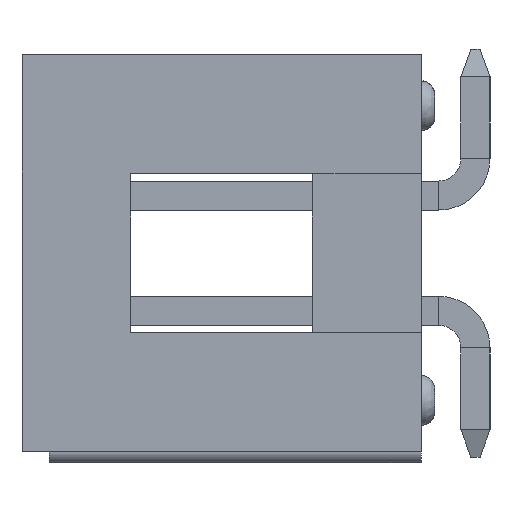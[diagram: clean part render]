
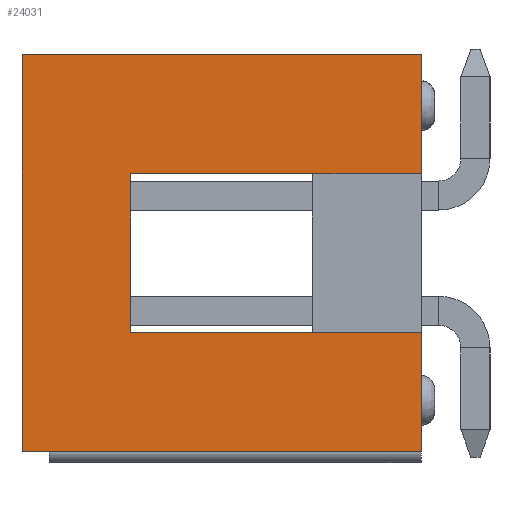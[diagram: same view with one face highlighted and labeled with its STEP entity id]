
A CAD part, left-side view. The second image highlights one B-rep face of the part: STEP entity #24031.
In plain terms, the highlighted planar face has unit normal (-1, 0, 0).
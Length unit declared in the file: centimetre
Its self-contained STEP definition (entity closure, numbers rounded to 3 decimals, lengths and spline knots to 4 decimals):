
#1221=FACE_OUTER_BOUND('',#2824,.T.);
#2824=EDGE_LOOP('',(#18364,#18365,#18366,#18367,#18368,#18369,#18370,#18371));
#3900=LINE('',#33723,#7009);
#5302=LINE('',#36868,#8411);
#5305=LINE('',#36874,#8414);
#5307=LINE('',#36878,#8416);
#5312=LINE('',#36888,#8421);
#5313=LINE('',#36889,#8422);
#5314=LINE('',#36891,#8423);
#5315=LINE('',#36892,#8424);
#7009=VECTOR('',#26838,0.88);
#8411=VECTOR('',#29954,0.64);
#8414=VECTOR('',#29959,0.35);
#8416=VECTOR('',#29963,0.64);
#8421=VECTOR('',#29972,0.2625);
#8422=VECTOR('',#29973,0.2625);
#8423=VECTOR('',#29974,0.875);
#8424=VECTOR('',#29975,0.88);
#10118=VERTEX_POINT('',#33720);
#10119=VERTEX_POINT('',#33722);
#10943=VERTEX_POINT('',#36862);
#10945=VERTEX_POINT('',#36866);
#10947=VERTEX_POINT('',#36872);
#10948=VERTEX_POINT('',#36876);
#10951=VERTEX_POINT('',#36887);
#10952=VERTEX_POINT('',#36890);
#12016=EDGE_CURVE('',#10119,#10118,#3900,.T.);
#13534=EDGE_CURVE('',#10943,#10945,#5302,.T.);
#13537=EDGE_CURVE('',#10945,#10947,#5305,.T.);
#13539=EDGE_CURVE('',#10948,#10947,#5307,.T.);
#13544=EDGE_CURVE('',#10943,#10951,#5312,.T.);
#13545=EDGE_CURVE('',#10119,#10948,#5313,.T.);
#13546=EDGE_CURVE('',#10118,#10952,#5314,.T.);
#13547=EDGE_CURVE('',#10951,#10952,#5315,.T.);
#18364=ORIENTED_EDGE('',*,*,#13544,.F.);
#18365=ORIENTED_EDGE('',*,*,#13534,.T.);
#18366=ORIENTED_EDGE('',*,*,#13537,.T.);
#18367=ORIENTED_EDGE('',*,*,#13539,.F.);
#18368=ORIENTED_EDGE('',*,*,#13545,.F.);
#18369=ORIENTED_EDGE('',*,*,#12016,.T.);
#18370=ORIENTED_EDGE('',*,*,#13546,.T.);
#18371=ORIENTED_EDGE('',*,*,#13547,.F.);
#22537=PLANE('',#25698);
#24031=ADVANCED_FACE('',(#1221),#22537,.F.);
#25698=AXIS2_PLACEMENT_3D('',#36886,#29970,#29971);
#26838=DIRECTION('',(0.,1.,0.));
#29954=DIRECTION('',(0.,1.,0.));
#29959=DIRECTION('',(0.,0.,1.));
#29963=DIRECTION('',(0.,1.,0.));
#29970=DIRECTION('center_axis',(1.,0.,0.));
#29971=DIRECTION('ref_axis',(0.,1.,0.));
#29972=DIRECTION('',(0.,0.,-1.));
#29973=DIRECTION('',(0.,0.,-1.));
#29974=DIRECTION('',(0.,0.,-1.));
#29975=DIRECTION('',(0.,1.,0.));
#33720=CARTESIAN_POINT('',(-6.4765,0.88,0.));
#33722=CARTESIAN_POINT('',(-6.4765,0.,0.));
#33723=CARTESIAN_POINT('',(-6.4765,0.,0.));
#36862=CARTESIAN_POINT('',(-6.4765,0.,-0.6125));
#36866=CARTESIAN_POINT('',(-6.4765,0.64,-0.6125));
#36868=CARTESIAN_POINT('',(-6.4765,0.,-0.6125));
#36872=CARTESIAN_POINT('',(-6.4765,0.64,-0.2625));
#36874=CARTESIAN_POINT('',(-6.4765,0.64,-0.6125));
#36876=CARTESIAN_POINT('',(-6.4765,0.,-0.2625));
#36878=CARTESIAN_POINT('',(-6.4765,0.,-0.2625));
#36886=CARTESIAN_POINT('Origin',(-6.4765,0.88,-0.875));
#36887=CARTESIAN_POINT('',(-6.4765,0.,-0.875));
#36888=CARTESIAN_POINT('',(-6.4765,0.,-0.6125));
#36889=CARTESIAN_POINT('',(-6.4765,0.,0.));
#36890=CARTESIAN_POINT('',(-6.4765,0.88,-0.875));
#36891=CARTESIAN_POINT('',(-6.4765,0.88,0.));
#36892=CARTESIAN_POINT('',(-6.4765,0.,-0.875));
